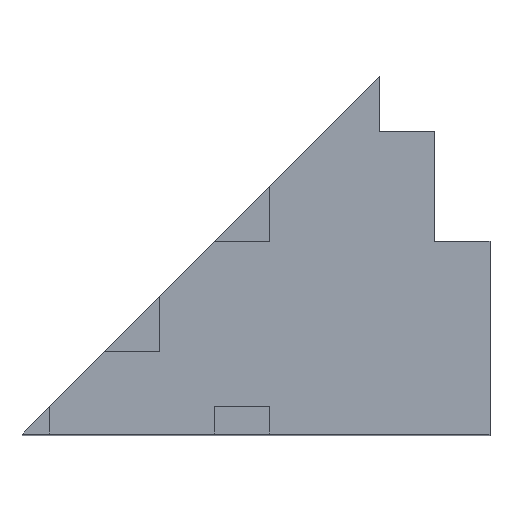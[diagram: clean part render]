
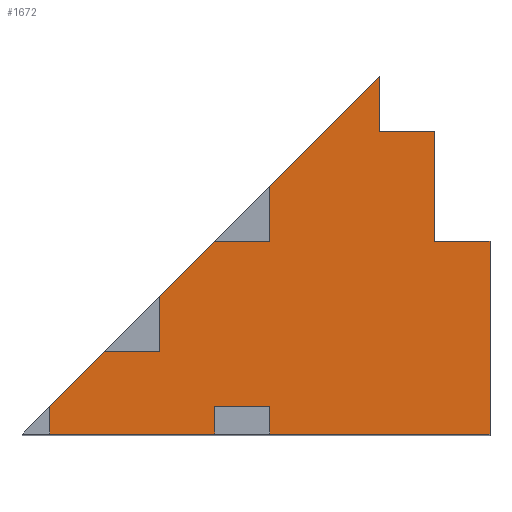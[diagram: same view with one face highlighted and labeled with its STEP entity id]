
A CAD part, top view. The second image highlights one B-rep face of the part: STEP entity #1672.
In plain terms, the highlighted planar face has unit normal (0, 0, 1).
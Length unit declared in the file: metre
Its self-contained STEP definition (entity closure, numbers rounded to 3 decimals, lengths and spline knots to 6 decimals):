
#201=ORIENTED_EDGE('',*,*,#595,.F.);
#202=ORIENTED_EDGE('',*,*,#570,.F.);
#203=ORIENTED_EDGE('',*,*,#561,.T.);
#204=ORIENTED_EDGE('',*,*,#566,.T.);
#205=ORIENTED_EDGE('',*,*,#567,.T.);
#206=ORIENTED_EDGE('',*,*,#593,.F.);
#207=ORIENTED_EDGE('',*,*,#596,.T.);
#208=ORIENTED_EDGE('',*,*,#597,.T.);
#209=ORIENTED_EDGE('',*,*,#584,.T.);
#210=ORIENTED_EDGE('',*,*,#581,.T.);
#211=ORIENTED_EDGE('',*,*,#578,.T.);
#212=ORIENTED_EDGE('',*,*,#575,.T.);
#213=ORIENTED_EDGE('',*,*,#598,.F.);
#214=ORIENTED_EDGE('',*,*,#546,.F.);
#215=ORIENTED_EDGE('',*,*,#552,.F.);
#216=ORIENTED_EDGE('',*,*,#599,.F.);
#217=ORIENTED_EDGE('',*,*,#553,.F.);
#218=ORIENTED_EDGE('',*,*,#559,.F.);
#546=EDGE_CURVE('',#761,#762,#931,.T.);
#552=EDGE_CURVE('',#766,#761,#937,.T.);
#553=EDGE_CURVE('',#767,#768,#938,.T.);
#559=EDGE_CURVE('',#772,#767,#944,.T.);
#561=EDGE_CURVE('',#775,#774,#946,.T.);
#566=EDGE_CURVE('',#774,#778,#951,.T.);
#567=EDGE_CURVE('',#778,#779,#952,.T.);
#570=EDGE_CURVE('',#775,#781,#955,.T.);
#575=EDGE_CURVE('',#786,#785,#960,.T.);
#578=EDGE_CURVE('',#788,#786,#963,.T.);
#581=EDGE_CURVE('',#790,#788,#966,.T.);
#584=EDGE_CURVE('',#792,#790,#969,.T.);
#593=EDGE_CURVE('',#795,#779,#978,.T.);
#595=EDGE_CURVE('',#781,#772,#980,.T.);
#596=EDGE_CURVE('',#795,#796,#981,.T.);
#597=EDGE_CURVE('',#796,#792,#982,.T.);
#598=EDGE_CURVE('',#762,#785,#983,.T.);
#599=EDGE_CURVE('',#768,#766,#984,.T.);
#761=VERTEX_POINT('',#2535);
#762=VERTEX_POINT('',#2536);
#766=VERTEX_POINT('',#2546);
#767=VERTEX_POINT('',#2550);
#768=VERTEX_POINT('',#2551);
#772=VERTEX_POINT('',#2561);
#774=VERTEX_POINT('',#2566);
#775=VERTEX_POINT('',#2568);
#778=VERTEX_POINT('',#2576);
#779=VERTEX_POINT('',#2580);
#781=VERTEX_POINT('',#2586);
#785=VERTEX_POINT('',#2595);
#786=VERTEX_POINT('',#2597);
#788=VERTEX_POINT('',#2603);
#790=VERTEX_POINT('',#2609);
#792=VERTEX_POINT('',#2615);
#795=VERTEX_POINT('',#2630);
#796=VERTEX_POINT('',#2635);
#931=LINE('',#2534,#1162);
#937=LINE('',#2547,#1168);
#938=LINE('',#2549,#1169);
#944=LINE('',#2562,#1175);
#946=LINE('',#2567,#1177);
#951=LINE('',#2577,#1182);
#952=LINE('',#2579,#1183);
#955=LINE('',#2585,#1186);
#960=LINE('',#2596,#1191);
#963=LINE('',#2602,#1194);
#966=LINE('',#2608,#1197);
#969=LINE('',#2614,#1200);
#978=LINE('',#2629,#1209);
#980=LINE('',#2633,#1211);
#981=LINE('',#2634,#1212);
#982=LINE('',#2636,#1213);
#983=LINE('',#2637,#1214);
#984=LINE('',#2638,#1215);
#1162=VECTOR('',#2069,1.);
#1168=VECTOR('',#2077,1.);
#1169=VECTOR('',#2080,1.);
#1175=VECTOR('',#2088,1.);
#1177=VECTOR('',#2092,1.);
#1182=VECTOR('',#2099,1.);
#1183=VECTOR('',#2102,1.);
#1186=VECTOR('',#2107,1.);
#1191=VECTOR('',#2114,1.);
#1194=VECTOR('',#2119,1.);
#1197=VECTOR('',#2124,1.);
#1200=VECTOR('',#2129,1.);
#1209=VECTOR('',#2144,1.);
#1211=VECTOR('',#2148,1.);
#1212=VECTOR('',#2149,1.);
#1213=VECTOR('',#2150,1.);
#1214=VECTOR('',#2151,1.);
#1215=VECTOR('',#2152,1.);
#1375=EDGE_LOOP('',(#201,#202,#203,#204,#205,#206,#207,#208,#209,#210,#211,
#212,#213,#214,#215,#216,#217,#218));
#1474=FACE_BOUND('',#1375,.T.);
#1573=PLANE('',#1899);
#1672=ADVANCED_FACE('',(#1474),#1573,.T.);
#1899=AXIS2_PLACEMENT_3D('',#2632,#2146,#2147);
#2069=DIRECTION('',(0.,1.,0.));
#2077=DIRECTION('',(1.,0.,0.));
#2080=DIRECTION('',(0.,1.,0.));
#2088=DIRECTION('',(1.,0.,0.));
#2092=DIRECTION('',(1.,0.,0.));
#2099=DIRECTION('',(0.,1.,0.));
#2102=DIRECTION('',(1.,0.,0.));
#2107=DIRECTION('',(0.,1.,0.));
#2114=DIRECTION('',(0.,1.,0.));
#2119=DIRECTION('',(-1.,0.,0.));
#2124=DIRECTION('',(0.,1.,0.));
#2129=DIRECTION('',(-1.,0.,0.));
#2144=DIRECTION('',(0.,1.,0.));
#2146=DIRECTION('',(0.,0.,1.));
#2147=DIRECTION('',(1.,0.,0.));
#2148=DIRECTION('',(0.707,0.707,0.));
#2149=DIRECTION('',(1.,0.,0.));
#2150=DIRECTION('',(0.,1.,0.));
#2151=DIRECTION('',(0.707,0.707,0.));
#2152=DIRECTION('',(0.707,0.707,0.));
#2534=CARTESIAN_POINT('',(0.09,0.,0.38));
#2535=CARTESIAN_POINT('',(0.09,0.07,0.38));
#2536=CARTESIAN_POINT('',(0.09,0.09,0.38));
#2546=CARTESIAN_POINT('',(0.07,0.07,0.38));
#2547=CARTESIAN_POINT('',(0.17,0.07,0.38));
#2549=CARTESIAN_POINT('',(0.05,0.03,0.38));
#2550=CARTESIAN_POINT('',(0.05,0.03,0.38));
#2551=CARTESIAN_POINT('',(0.05,0.05,0.38));
#2561=CARTESIAN_POINT('',(0.03,0.03,0.38));
#2562=CARTESIAN_POINT('',(0.03,0.03,0.38));
#2566=CARTESIAN_POINT('',(0.07,0.,0.38));
#2567=CARTESIAN_POINT('',(0.,0.,0.38));
#2568=CARTESIAN_POINT('',(0.01,0.,0.38));
#2576=CARTESIAN_POINT('',(0.07,0.01,0.38));
#2577=CARTESIAN_POINT('',(0.07,0.077941,0.38));
#2579=CARTESIAN_POINT('',(0.077941,0.01,0.38));
#2580=CARTESIAN_POINT('',(0.09,0.01,0.38));
#2585=CARTESIAN_POINT('',(0.01,0.,0.38));
#2586=CARTESIAN_POINT('',(0.01,0.01,0.38));
#2595=CARTESIAN_POINT('',(0.13,0.13,0.38));
#2596=CARTESIAN_POINT('',(0.13,0.11,0.38));
#2597=CARTESIAN_POINT('',(0.13,0.11,0.38));
#2602=CARTESIAN_POINT('',(0.15,0.11,0.38));
#2603=CARTESIAN_POINT('',(0.15,0.11,0.38));
#2608=CARTESIAN_POINT('',(0.15,0.07,0.38));
#2609=CARTESIAN_POINT('',(0.15,0.07,0.38));
#2614=CARTESIAN_POINT('',(0.17,0.07,0.38));
#2615=CARTESIAN_POINT('',(0.17,0.07,0.38));
#2629=CARTESIAN_POINT('',(0.09,0.,0.38));
#2630=CARTESIAN_POINT('',(0.09,0.,0.38));
#2632=CARTESIAN_POINT('',(0.077941,0.077941,0.38));
#2633=CARTESIAN_POINT('',(0.065,0.065,0.38));
#2634=CARTESIAN_POINT('',(0.,0.,0.38));
#2635=CARTESIAN_POINT('',(0.17,0.,0.38));
#2636=CARTESIAN_POINT('',(0.17,0.,0.38));
#2637=CARTESIAN_POINT('',(0.065,0.065,0.38));
#2638=CARTESIAN_POINT('',(0.065,0.065,0.38));
